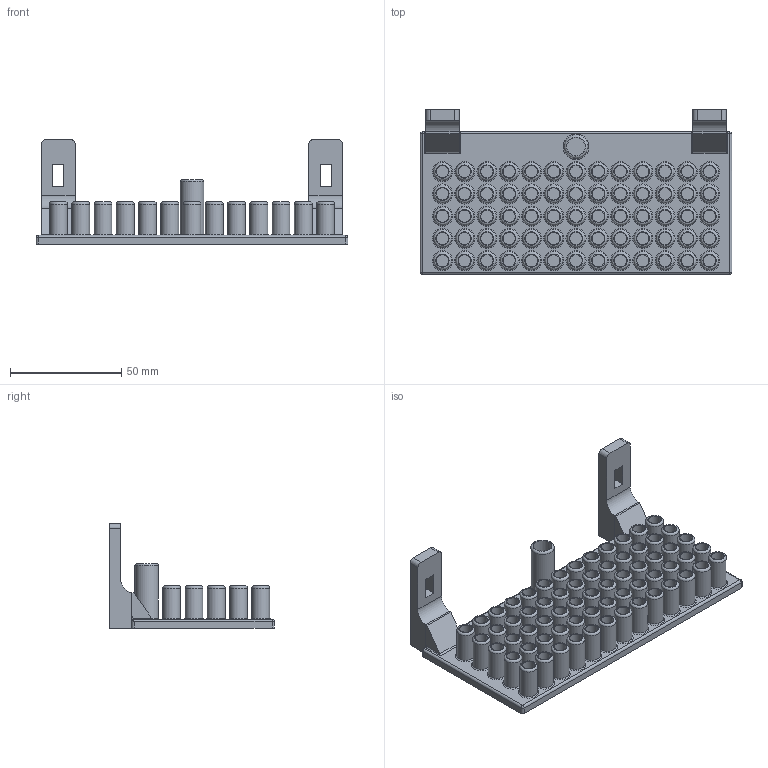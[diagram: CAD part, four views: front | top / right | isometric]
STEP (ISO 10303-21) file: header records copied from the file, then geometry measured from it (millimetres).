
FILE_DESCRIPTION(/* description */ ('STEP AP242','CAx-IF Rec.Pracs.---Representation and Presentation of Product Manufacturing Information (PMI)---4.0---2014-10-13','CAx-IF Rec.Pracs.---3D Tessellated Geometry---0.4---2014-09-14','2;1'),/* implementation_level */ '2;1');
FILE_NAME(/* name */ 'Ash Screw Set Assembly',/* time_stamp */ '2024-04-15T20:14:33Z',/* author */ (''),/* organization */ (''),/* preprocessor_version */ 'ST-DEVELOPER v20',/* originating_system */ ' ',/* authorisation */ ' ');
FILE_SCHEMA (('AP242_MANAGED_MODEL_BASED_3D_ENGINEERING_MIM_LF { 1 0 10303 442 1 1 4 }'));
Length unit declared in the file: metre
Products named in the file (3): Ash Screw Set Assembly; Ash Screw Driver Set; Connector Bridge
Assembly tree (3 placements, depth 2):
  Ash Screw Set Assembly
    Ash Screw Driver Set
    Connector Bridge  x2
Bounding box: 140 x 73.98 x 47 mm (x, y, z)
Volume: 72665 mm3; surface area: 66812.7 mm2
Topology: 3 solids, 3 shells, 470 faces, 852 edges, 516 vertices
Faces by surface type: plane 176, cylinder 154, torus 136, sphere 2, bspline 2
Full cylindrical faces by diameter (mm): 5.5 x65, 8 x65, 8.25 x1, 10.5 x1
Entity records: 9694 total; most frequent: DIRECTION 1870, CARTESIAN_POINT 1540, ORIENTED_EDGE 1072, AXIS2_PLACEMENT_3D 888, EDGE_LOOP 850, FACE_BOUND 850, EDGE_CURVE 536, VERTEX_POINT 484
